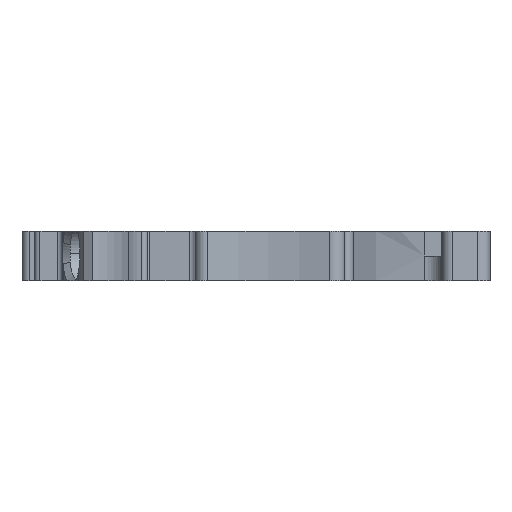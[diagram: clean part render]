
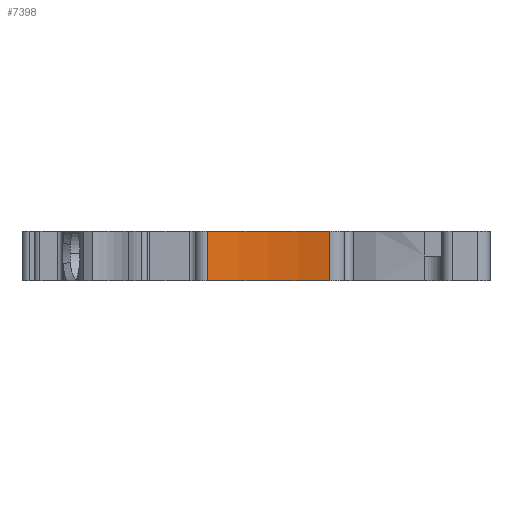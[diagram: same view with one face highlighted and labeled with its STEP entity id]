
A CAD part, front view. The second image highlights one B-rep face of the part: STEP entity #7398.
In plain terms, the highlighted cylindrical face has radius 19.498 mm (diameter 38.997 mm), a partial arc.
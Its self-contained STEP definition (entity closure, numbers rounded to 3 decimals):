
#1233 = FACE_OUTER_BOUND ( 'NONE', #13324, .T. ) ;
#1582 = CARTESIAN_POINT ( 'NONE',  ( -4.07, -24.72, -2.1 ) ) ;
#1796 = CARTESIAN_POINT ( 'NONE',  ( 1.063, -43.531, -2.1 ) ) ;
#2729 = VERTEX_POINT ( 'NONE', #17425 ) ;
#2787 = CIRCLE ( 'NONE', #30335, 19.499 ) ;
#3709 = EDGE_CURVE ( 'NONE', #14844, #24799, #28688, .T. ) ;
#3821 = ORIENTED_EDGE ( 'NONE', *, *, #24782, .T. ) ;
#3955 = ORIENTED_EDGE ( 'NONE', *, *, #3709, .F. ) ;
#4596 = DIRECTION ( 'NONE',  ( 1., 0., 0. ) ) ;
#5605 = CARTESIAN_POINT ( 'NONE',  ( 6.176, -24.715, -2.1 ) ) ;
#6414 = DIRECTION ( 'NONE',  ( 0., 0., -1. ) ) ;
#6579 = ORIENTED_EDGE ( 'NONE', *, *, #29071, .T. ) ;
#7398 = ADVANCED_FACE ( 'NONE', ( #1233 ), #17412, .F. ) ;
#9393 = LINE ( 'NONE', #5605, #12017 ) ;
#10499 = AXIS2_PLACEMENT_3D ( 'NONE', #30788, #11771, #4596 ) ;
#10570 = VERTEX_POINT ( 'NONE', #21188 ) ;
#11771 = DIRECTION ( 'NONE',  ( 0., 0., 1. ) ) ;
#12017 = VECTOR ( 'NONE', #14976, 1000. ) ;
#12176 = CARTESIAN_POINT ( 'NONE',  ( -4.07, -24.72, -2.1 ) ) ;
#13155 = EDGE_CURVE ( 'NONE', #24799, #2729, #30436, .T. ) ;
#13324 = EDGE_LOOP ( 'NONE', ( #3821, #17598, #3955, #6579 ) ) ;
#14600 = DIRECTION ( 'NONE',  ( 0., 0., 1. ) ) ;
#14844 = VERTEX_POINT ( 'NONE', #1582 ) ;
#14976 = DIRECTION ( 'NONE',  ( 0., 0., 1. ) ) ;
#15084 = CARTESIAN_POINT ( 'NONE',  ( -4.07, -24.72, 2.1 ) ) ;
#17412 = CYLINDRICAL_SURFACE ( 'NONE', #10499, 19.499 ) ;
#17425 = CARTESIAN_POINT ( 'NONE',  ( 6.176, -24.715, 2.1 ) ) ;
#17598 = ORIENTED_EDGE ( 'NONE', *, *, #13155, .F. ) ;
#17923 = DIRECTION ( 'NONE',  ( 1., 0., 0. ) ) ;
#21188 = CARTESIAN_POINT ( 'NONE',  ( 6.176, -24.715, -2.1 ) ) ;
#22647 = CARTESIAN_POINT ( 'NONE',  ( 1.063, -43.531, 2.1 ) ) ;
#22714 = AXIS2_PLACEMENT_3D ( 'NONE', #22647, #25151, #17923 ) ;
#23253 = DIRECTION ( 'NONE',  ( 1., 0., 0. ) ) ;
#24782 = EDGE_CURVE ( 'NONE', #10570, #2729, #9393, .T. ) ;
#24799 = VERTEX_POINT ( 'NONE', #15084 ) ;
#25151 = DIRECTION ( 'NONE',  ( 0., 0., -1. ) ) ;
#26423 = VECTOR ( 'NONE', #14600, 1000. ) ;
#28688 = LINE ( 'NONE', #12176, #26423 ) ;
#29071 = EDGE_CURVE ( 'NONE', #14844, #10570, #2787, .T. ) ;
#30335 = AXIS2_PLACEMENT_3D ( 'NONE', #1796, #6414, #23253 ) ;
#30436 = CIRCLE ( 'NONE', #22714, 19.499 ) ;
#30788 = CARTESIAN_POINT ( 'NONE',  ( 1.063, -43.531, -2.1 ) ) ;
